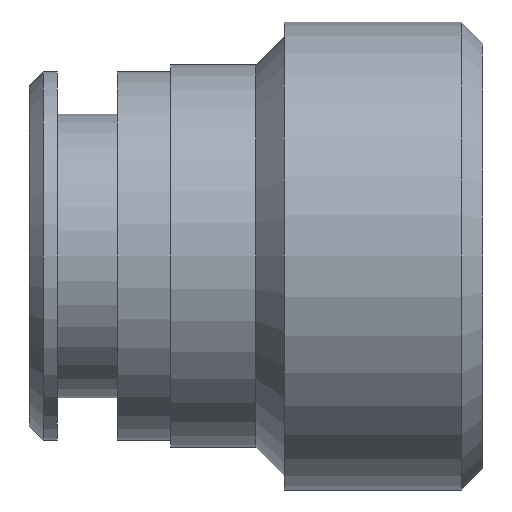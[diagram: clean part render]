
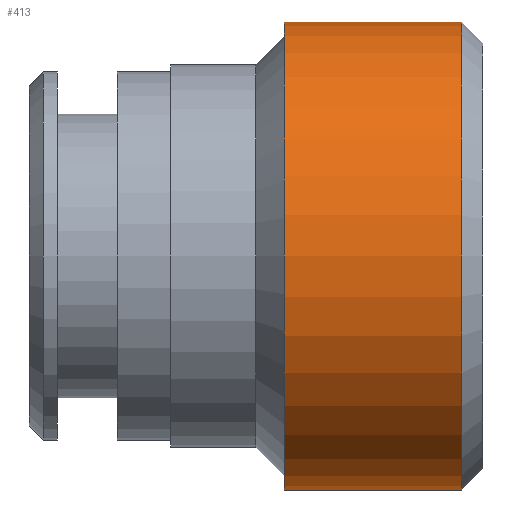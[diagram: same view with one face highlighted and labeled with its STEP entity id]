
A CAD part, front view. The second image highlights one B-rep face of the part: STEP entity #413.
In plain terms, the highlighted cylindrical face has radius 16.5 mm (diameter 33 mm), a partial arc.
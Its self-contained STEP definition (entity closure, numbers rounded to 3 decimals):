
#55 = CARTESIAN_POINT ( 'NONE',  ( 30.5, 0., 16.5 ) ) ;
#75 = CARTESIAN_POINT ( 'NONE',  ( 18., 0., -16.5 ) ) ;
#80 = CARTESIAN_POINT ( 'NONE',  ( 30.5, 0., -16.5 ) ) ;
#82 = CARTESIAN_POINT ( 'NONE',  ( 18., 0., 16.5 ) ) ;
#95 = DIRECTION ( 'NONE',  ( 0., 0., 1. ) ) ;
#98 = DIRECTION ( 'NONE',  ( -1., 0., 0. ) ) ;
#102 = CARTESIAN_POINT ( 'NONE',  ( 30.5, 0., 0. ) ) ;
#112 = DIRECTION ( 'NONE',  ( 0., 0., 1. ) ) ;
#117 = DIRECTION ( 'NONE',  ( -1., 0., 0. ) ) ;
#121 = CARTESIAN_POINT ( 'NONE',  ( 18., 0., 0. ) ) ;
#239 = CARTESIAN_POINT ( 'NONE',  ( 0., 0., 0. ) ) ;
#241 = DIRECTION ( 'NONE',  ( -1., 0., 0. ) ) ;
#242 = DIRECTION ( 'NONE',  ( 0., 0., 1. ) ) ;
#246 = AXIS2_PLACEMENT_3D ( 'NONE', #121, #117, #112 ) ;
#318 = AXIS2_PLACEMENT_3D ( 'NONE', #239, #241, #242 ) ;
#332 = AXIS2_PLACEMENT_3D ( 'NONE', #102, #98, #95 ) ;
#372 = EDGE_CURVE ( 'NONE', #793, #797, #726, .T. ) ;
#374 = EDGE_CURVE ( 'NONE', #814, #791, #723, .T. ) ;
#400 = EDGE_CURVE ( 'NONE', #797, #791, #681, .T. ) ;
#401 = EDGE_CURVE ( 'NONE', #793, #814, #680, .T. ) ;
#413 = ADVANCED_FACE ( 'NONE', ( #669 ), #660, .T. ) ;
#518 = CARTESIAN_POINT ( 'NONE',  ( 0., 0., 16.5 ) ) ;
#522 = DIRECTION ( 'NONE',  ( -1., 0., 0. ) ) ;
#523 = DIRECTION ( 'NONE',  ( -1., 0., 0. ) ) ;
#530 = CARTESIAN_POINT ( 'NONE',  ( 0., 0., -16.5 ) ) ;
#660 = CYLINDRICAL_SURFACE ( 'NONE', #318, 16.5 ) ;
#669 = FACE_OUTER_BOUND ( 'NONE', #845, .T. ) ;
#680 = CIRCLE ( 'NONE', #332, 16.5 ) ;
#681 = CIRCLE ( 'NONE', #246, 16.5 ) ;
#717 = VECTOR ( 'NONE', #523, 1000. ) ;
#720 = VECTOR ( 'NONE', #522, 1000. ) ;
#723 = LINE ( 'NONE', #518, #717 ) ;
#726 = LINE ( 'NONE', #530, #720 ) ;
#791 = VERTEX_POINT ( 'NONE', #82 ) ;
#793 = VERTEX_POINT ( 'NONE', #80 ) ;
#797 = VERTEX_POINT ( 'NONE', #75 ) ;
#814 = VERTEX_POINT ( 'NONE', #55 ) ;
#845 = EDGE_LOOP ( 'NONE', ( #944, #945, #946, #948 ) ) ;
#944 = ORIENTED_EDGE ( 'NONE', *, *, #372, .F. ) ;
#945 = ORIENTED_EDGE ( 'NONE', *, *, #401, .T. ) ;
#946 = ORIENTED_EDGE ( 'NONE', *, *, #374, .T. ) ;
#948 = ORIENTED_EDGE ( 'NONE', *, *, #400, .F. ) ;
